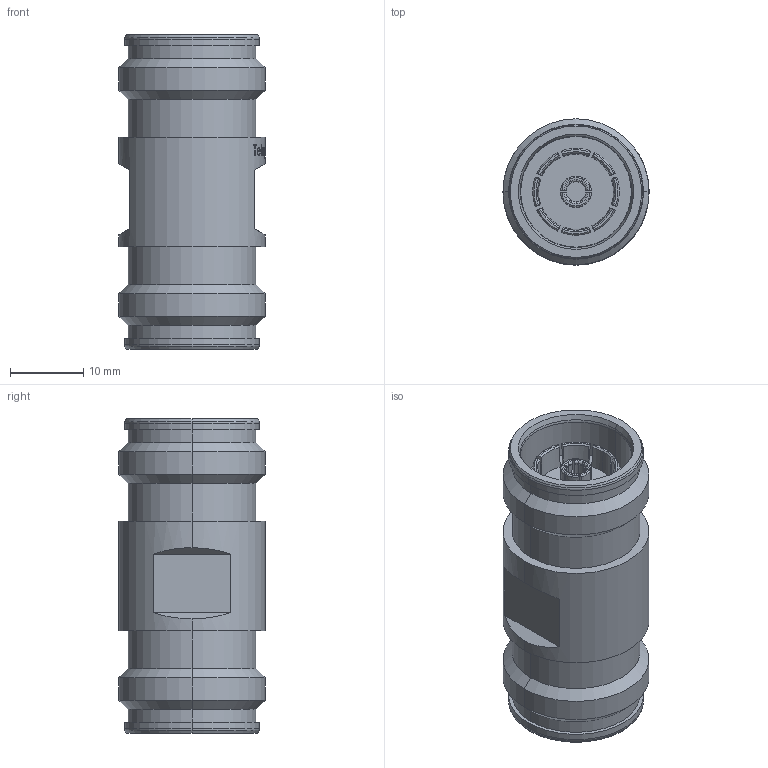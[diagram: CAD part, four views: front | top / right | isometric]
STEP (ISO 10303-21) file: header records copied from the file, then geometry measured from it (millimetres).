
FILE_DESCRIPTION (( 'STEP AP214' ), '1' );
FILE_NAME ('J01442C0001.STEP', '2019-11-21T14:41:33', ( '' ), ( '' ), 'SwSTEP 2.0', 'SolidWorks 2018', '' );
FILE_SCHEMA (( 'AUTOMOTIVE_DESIGN' ));
Length unit declared in the file: millimetre
Products named in the file (1): J01442C0001
Bounding box: 20 x 20 x 43 mm (x, y, z)
Volume: 9747.7 mm3; surface area: 4641.4 mm2
Topology: 1 solids, 1 shells, 505 faces, 1291 edges, 838 vertices
Faces by surface type: plane 156, cylinder 102, torus 96, bspline 83, cone 68
Entity records: 27772 total; most frequent: CARTESIAN_POINT 11004, ORIENTED_EDGE 2582, DIRECTION 1976, EDGE_CURVE 1291, VERTEX_POINT 838, AXIS2_PLACEMENT_3D 797, EDGE_LOOP 555, UNCERTAINTY_MEASURE_WITH_UNIT 506
